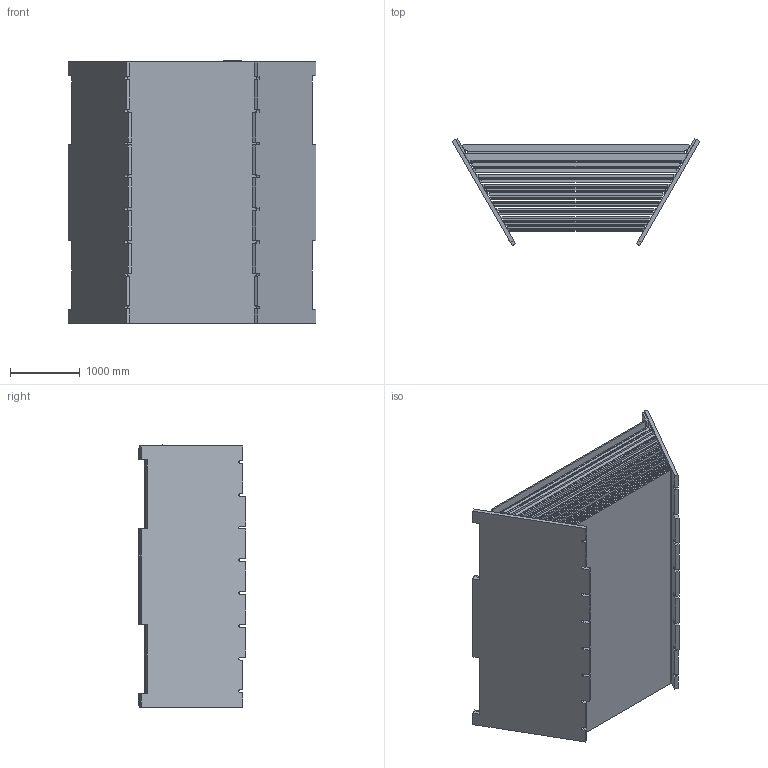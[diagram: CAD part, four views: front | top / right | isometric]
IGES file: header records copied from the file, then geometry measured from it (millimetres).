
Global section: file name: layer1s.igs; preprocessor: I-DEAS 3D IGES Translator 12; date: 20090123.091758; units: millimetre
Bounding box: 3552.6 x 1536.57 x 3770 mm (x, y, z)
Volume: 19034113864.6 mm3; surface area: 1280537656.2 mm2
Topology: 174 solids, 174 shells, 3296 faces, 9420 edges, 6280 vertices
Faces by surface type: bspline 3296
